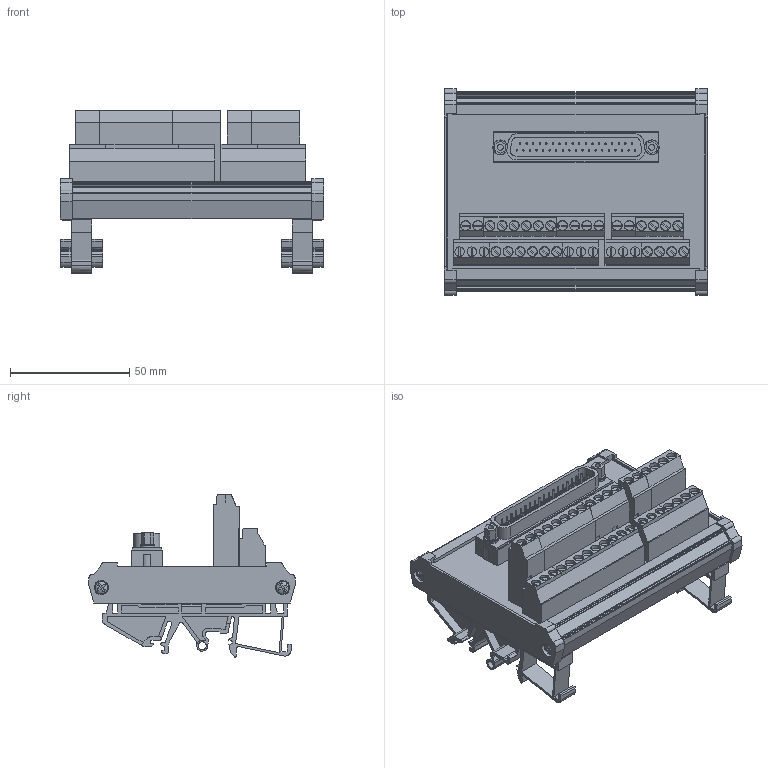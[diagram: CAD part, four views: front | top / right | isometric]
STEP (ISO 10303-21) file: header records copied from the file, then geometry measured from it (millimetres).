
FILE_DESCRIPTION(('CATIA V5R22 STEP214','CAx-IF Rec.Pracs.--- Model Styling and Organization---1.4--- 2014-01-23'),'2;1');
FILE_NAME ('031842-11_0_8003881001_3D_8003881001.stp','2023-01-13T07:49:54+00:00',('none'),('Weidmueller'),'CATIA Version 5-6 Release 2016 SP3 HF44','CATIA V5 STEP AP214','none');
FILE_SCHEMA(('AUTOMOTIVE_DESIGN { 1 0 10303 214 1 1 1 1 }'));
Products named in the file (1): 8003881001_RS SD37S UNC 4.40 LP2N
Bounding box: 110.5 x 86.4 x 68.17 mm (x, y, z)
Volume: 113341.5 mm3; surface area: 87034.8 mm2
Topology: 1 solids, 17 shells, 1787 faces, 5001 edges, 3317 vertices
Faces by surface type: plane 1197, cylinder 562, torus 14, sphere 8, bspline 6
Entity records: 60953 total; most frequent: CARTESIAN_POINT 13725, ORIENTED_EDGE 10002, DIRECTION 8174, EDGE_CURVE 5001, VECTOR 3450, LINE 3450, VERTEX_POINT 3317, AXIS2_PLACEMENT_3D 2946
